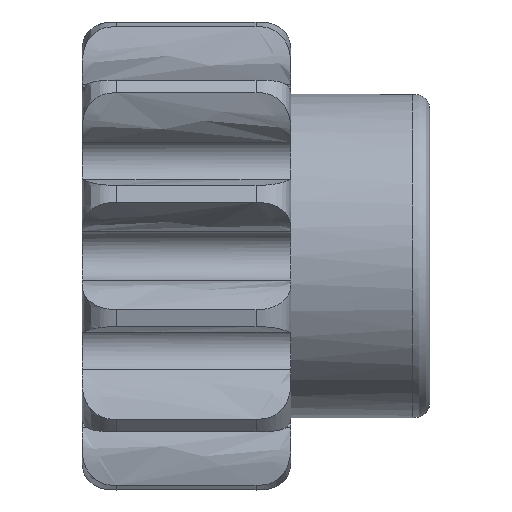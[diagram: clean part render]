
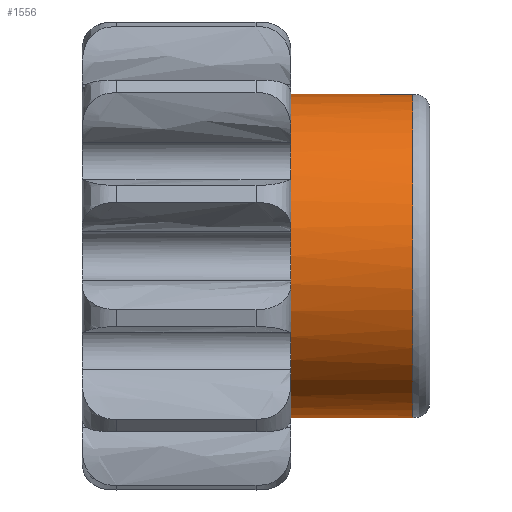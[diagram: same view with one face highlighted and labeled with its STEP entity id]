
A CAD part, front view. The second image highlights one B-rep face of the part: STEP entity #1556.
In plain terms, the highlighted cylindrical face has radius 4.65 mm (diameter 9.3 mm), a full revolution.
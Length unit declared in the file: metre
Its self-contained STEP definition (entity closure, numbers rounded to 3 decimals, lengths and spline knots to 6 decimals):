
#52=CYLINDRICAL_SURFACE('',#1687,0.00465);
#108=CIRCLE('',#1617,0.00465);
#111=CIRCLE('',#1621,0.00465);
#114=CIRCLE('',#1625,0.00465);
#117=CIRCLE('',#1629,0.00465);
#120=CIRCLE('',#1633,0.00465);
#123=CIRCLE('',#1637,0.00465);
#126=CIRCLE('',#1641,0.00465);
#129=CIRCLE('',#1645,0.00465);
#132=CIRCLE('',#1649,0.00465);
#135=CIRCLE('',#1653,0.00465);
#138=CIRCLE('',#1657,0.00465);
#142=CIRCLE('',#1686,0.00465);
#520=ORIENTED_EDGE('',*,*,#900,.T.);
#521=ORIENTED_EDGE('',*,*,#712,.T.);
#522=ORIENTED_EDGE('',*,*,#718,.T.);
#523=ORIENTED_EDGE('',*,*,#724,.T.);
#524=ORIENTED_EDGE('',*,*,#730,.T.);
#525=ORIENTED_EDGE('',*,*,#736,.T.);
#526=ORIENTED_EDGE('',*,*,#742,.T.);
#527=ORIENTED_EDGE('',*,*,#748,.T.);
#528=ORIENTED_EDGE('',*,*,#754,.T.);
#529=ORIENTED_EDGE('',*,*,#760,.T.);
#530=ORIENTED_EDGE('',*,*,#766,.T.);
#531=ORIENTED_EDGE('',*,*,#772,.T.);
#532=ORIENTED_EDGE('',*,*,#899,.T.);
#712=EDGE_CURVE('',#969,#968,#108,.T.);
#718=EDGE_CURVE('',#968,#974,#111,.T.);
#724=EDGE_CURVE('',#974,#979,#114,.T.);
#730=EDGE_CURVE('',#979,#984,#117,.T.);
#736=EDGE_CURVE('',#984,#989,#120,.T.);
#742=EDGE_CURVE('',#989,#994,#123,.T.);
#748=EDGE_CURVE('',#994,#999,#126,.T.);
#754=EDGE_CURVE('',#999,#1004,#129,.T.);
#760=EDGE_CURVE('',#1004,#1009,#132,.T.);
#766=EDGE_CURVE('',#1009,#1014,#135,.T.);
#772=EDGE_CURVE('',#1014,#1019,#138,.T.);
#899=EDGE_CURVE('',#1019,#969,#142,.T.);
#900=EDGE_CURVE('',#1072,#1072,#1274,.T.);
#968=VERTEX_POINT('',#2309);
#969=VERTEX_POINT('',#2311);
#974=VERTEX_POINT('',#2343);
#979=VERTEX_POINT('',#2376);
#984=VERTEX_POINT('',#2409);
#989=VERTEX_POINT('',#2442);
#994=VERTEX_POINT('',#2475);
#999=VERTEX_POINT('',#2508);
#1004=VERTEX_POINT('',#2541);
#1009=VERTEX_POINT('',#2574);
#1014=VERTEX_POINT('',#2607);
#1019=VERTEX_POINT('',#2640);
#1072=VERTEX_POINT('',#3671);
#1274=B_SPLINE_CURVE_WITH_KNOTS('',3,(#3660,#3661,#3662,#3663,#3664,#3665,
#3666,#3667,#3668,#3669,#3670),.UNSPECIFIED.,.T.,.F.,(1,1,1,1,1,1,1,1,1,
1,1,1,1,1,1),(-0.375,-0.25,-0.125,0.,0.125,0.25,0.375,0.5,0.625,0.75,0.875,
1.,1.125,1.25,1.375),.UNSPECIFIED.);
#1347=EDGE_LOOP('',(#520));
#1348=EDGE_LOOP('',(#521,#522,#523,#524,#525,#526,#527,#528,#529,#530,#531,
#532));
#1445=FACE_BOUND('',#1347,.T.);
#1446=FACE_BOUND('',#1348,.T.);
#1556=ADVANCED_FACE('',(#1445,#1446),#52,.T.);
#1617=AXIS2_PLACEMENT_3D('',#2310,#1724,#1725);
#1621=AXIS2_PLACEMENT_3D('',#2344,#1732,#1733);
#1625=AXIS2_PLACEMENT_3D('',#2377,#1740,#1741);
#1629=AXIS2_PLACEMENT_3D('',#2410,#1748,#1749);
#1633=AXIS2_PLACEMENT_3D('',#2443,#1756,#1757);
#1637=AXIS2_PLACEMENT_3D('',#2476,#1764,#1765);
#1641=AXIS2_PLACEMENT_3D('',#2509,#1772,#1773);
#1645=AXIS2_PLACEMENT_3D('',#2542,#1780,#1781);
#1649=AXIS2_PLACEMENT_3D('',#2575,#1788,#1789);
#1653=AXIS2_PLACEMENT_3D('',#2608,#1796,#1797);
#1657=AXIS2_PLACEMENT_3D('',#2641,#1804,#1805);
#1686=AXIS2_PLACEMENT_3D('',#3658,#1862,#1863);
#1687=AXIS2_PLACEMENT_3D('',#3659,#1864,#1865);
#1724=DIRECTION('',(1.,0.,0.));
#1725=DIRECTION('',(0.,1.,0.));
#1732=DIRECTION('',(1.,0.,0.));
#1733=DIRECTION('',(0.,1.,0.));
#1740=DIRECTION('',(1.,0.,0.));
#1741=DIRECTION('',(0.,1.,0.));
#1748=DIRECTION('',(1.,0.,0.));
#1749=DIRECTION('',(0.,1.,0.));
#1756=DIRECTION('',(1.,0.,0.));
#1757=DIRECTION('',(0.,1.,0.));
#1764=DIRECTION('',(1.,0.,0.));
#1765=DIRECTION('',(0.,1.,0.));
#1772=DIRECTION('',(1.,0.,0.));
#1773=DIRECTION('',(0.,1.,0.));
#1780=DIRECTION('',(1.,0.,0.));
#1781=DIRECTION('',(0.,1.,0.));
#1788=DIRECTION('',(1.,0.,0.));
#1789=DIRECTION('',(0.,1.,0.));
#1796=DIRECTION('',(1.,0.,0.));
#1797=DIRECTION('',(0.,1.,0.));
#1804=DIRECTION('',(1.,0.,0.));
#1805=DIRECTION('',(0.,1.,0.));
#1862=DIRECTION('',(1.,0.,0.));
#1863=DIRECTION('',(0.,1.,0.));
#1864=DIRECTION('',(-1.,0.,0.));
#1865=DIRECTION('',(0.,-1.,0.));
#2309=CARTESIAN_POINT('',(-0.0536,0.004027,0.020325));
#2310=CARTESIAN_POINT('',(-0.0536,0.,0.018));
#2311=CARTESIAN_POINT('',(-0.0536,0.00465,0.018));
#2343=CARTESIAN_POINT('',(-0.0536,0.002325,0.022027));
#2344=CARTESIAN_POINT('',(-0.0536,0.,0.018));
#2376=CARTESIAN_POINT('',(-0.0536,0.,0.02265));
#2377=CARTESIAN_POINT('',(-0.0536,0.,0.018));
#2409=CARTESIAN_POINT('',(-0.0536,-0.002325,0.022027));
#2410=CARTESIAN_POINT('',(-0.0536,0.,0.018));
#2442=CARTESIAN_POINT('',(-0.0536,-0.004027,0.020325));
#2443=CARTESIAN_POINT('',(-0.0536,0.,0.018));
#2475=CARTESIAN_POINT('',(-0.0536,-0.00465,0.018));
#2476=CARTESIAN_POINT('',(-0.0536,0.,0.018));
#2508=CARTESIAN_POINT('',(-0.0536,-0.004027,0.015675));
#2509=CARTESIAN_POINT('',(-0.0536,0.,0.018));
#2541=CARTESIAN_POINT('',(-0.0536,-0.002325,0.013973));
#2542=CARTESIAN_POINT('',(-0.0536,0.,0.018));
#2574=CARTESIAN_POINT('',(-0.0536,0.,0.01335));
#2575=CARTESIAN_POINT('',(-0.0536,0.,0.018));
#2607=CARTESIAN_POINT('',(-0.0536,0.002325,0.013973));
#2608=CARTESIAN_POINT('',(-0.0536,0.,0.018));
#2640=CARTESIAN_POINT('',(-0.0536,0.004027,0.015675));
#2641=CARTESIAN_POINT('',(-0.0536,0.,0.018));
#3658=CARTESIAN_POINT('',(-0.0536,0.,0.018));
#3659=CARTESIAN_POINT('',(-0.0496,0.,0.018));
#3660=CARTESIAN_POINT('',(-0.0501,0.003644,0.021644));
#3661=CARTESIAN_POINT('',(-0.0501,0.005153,0.018));
#3662=CARTESIAN_POINT('',(-0.0501,0.003644,0.014356));
#3663=CARTESIAN_POINT('',(-0.0501,0.,0.012847));
#3664=CARTESIAN_POINT('',(-0.0501,-0.003644,0.014356));
#3665=CARTESIAN_POINT('',(-0.0501,-0.005153,0.018));
#3666=CARTESIAN_POINT('',(-0.0501,-0.003644,0.021644));
#3667=CARTESIAN_POINT('',(-0.0501,0.,0.023153));
#3668=CARTESIAN_POINT('',(-0.0501,0.003644,0.021644));
#3669=CARTESIAN_POINT('',(-0.0501,0.005153,0.018));
#3670=CARTESIAN_POINT('',(-0.0501,0.003644,0.014356));
#3671=CARTESIAN_POINT('',(-0.0501,0.00465,0.018));
